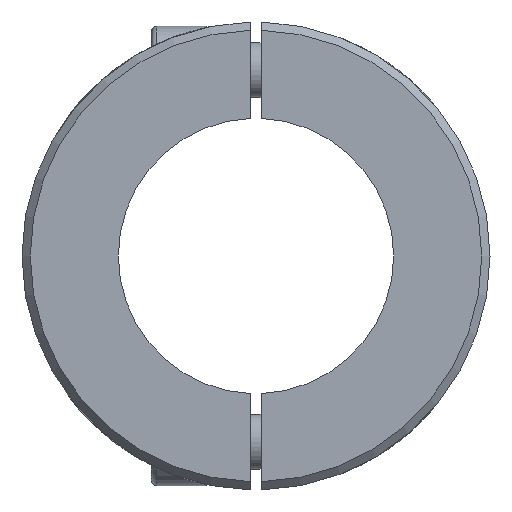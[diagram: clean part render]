
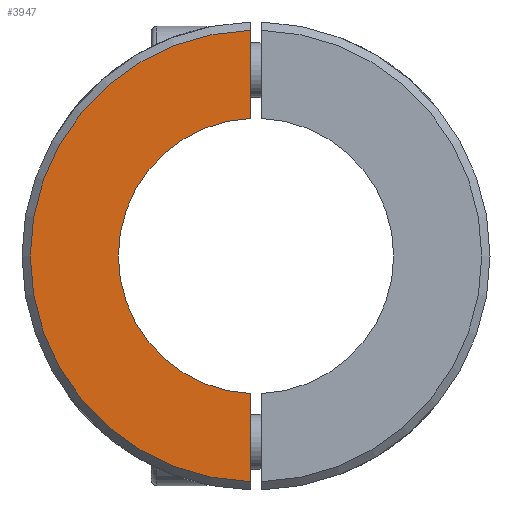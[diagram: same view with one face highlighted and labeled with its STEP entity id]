
A CAD part, left-side view. The second image highlights one B-rep face of the part: STEP entity #3947.
In plain terms, the highlighted planar face has unit normal (-1, 0, 0).
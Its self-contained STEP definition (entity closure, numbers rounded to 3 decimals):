
#183 = EDGE_CURVE ( 'NONE', #4603, #12296, #12594, .T. ) ;
#443 = CIRCLE ( 'NONE', #10565, 25. ) ;
#618 = AXIS2_PLACEMENT_3D ( 'NONE', #1720, #6022, #1919 ) ;
#629 = CARTESIAN_POINT ( 'NONE',  ( -62., 1., -42.5 ) ) ;
#697 = AXIS2_PLACEMENT_3D ( 'NONE', #8921, #11884, #3294 ) ;
#896 = CARTESIAN_POINT ( 'NONE',  ( -62., 1., 24.98 ) ) ;
#1303 = CARTESIAN_POINT ( 'NONE',  ( -62., 1., -40.988 ) ) ;
#1720 = CARTESIAN_POINT ( 'NONE',  ( -62., 25., 0. ) ) ;
#1774 = DIRECTION ( 'NONE',  ( -1., 0., 0. ) ) ;
#1919 = DIRECTION ( 'NONE',  ( 0., 0., -1. ) ) ;
#2046 = CARTESIAN_POINT ( 'NONE',  ( -62., 0., 0. ) ) ;
#3078 = EDGE_CURVE ( 'NONE', #4603, #3115, #443, .T. ) ;
#3115 = VERTEX_POINT ( 'NONE', #12720 ) ;
#3278 = VECTOR ( 'NONE', #10576, 1000. ) ;
#3294 = DIRECTION ( 'NONE',  ( 0., 0., -1. ) ) ;
#3947 = ADVANCED_FACE ( 'NONE', ( #4044 ), #4890, .F. ) ;
#4044 = FACE_OUTER_BOUND ( 'NONE', #8167, .T. ) ;
#4603 = VERTEX_POINT ( 'NONE', #896 ) ;
#4828 = ORIENTED_EDGE ( 'NONE', *, *, #12600, .T. ) ;
#4890 = PLANE ( 'NONE',  #618 ) ;
#6022 = DIRECTION ( 'NONE',  ( 1., 0., 0. ) ) ;
#6275 = ORIENTED_EDGE ( 'NONE', *, *, #7620, .T. ) ;
#6296 = CARTESIAN_POINT ( 'NONE',  ( -62., 1., -24. ) ) ;
#6445 = ORIENTED_EDGE ( 'NONE', *, *, #3078, .F. ) ;
#7620 = EDGE_CURVE ( 'NONE', #12296, #8043, #11013, .T. ) ;
#8043 = VERTEX_POINT ( 'NONE', #1303 ) ;
#8167 = EDGE_LOOP ( 'NONE', ( #9038, #6275, #4828, #6445 ) ) ;
#8378 = CARTESIAN_POINT ( 'NONE',  ( -62., 1., 40.988 ) ) ;
#8506 = VECTOR ( 'NONE', #9074, 1000. ) ;
#8921 = CARTESIAN_POINT ( 'NONE',  ( -62., 0., 0. ) ) ;
#9003 = LINE ( 'NONE', #629, #8506 ) ;
#9038 = ORIENTED_EDGE ( 'NONE', *, *, #183, .T. ) ;
#9074 = DIRECTION ( 'NONE',  ( 0., 0., 1. ) ) ;
#10565 = AXIS2_PLACEMENT_3D ( 'NONE', #2046, #1774, #12650 ) ;
#10576 = DIRECTION ( 'NONE',  ( 0., 0., 1. ) ) ;
#11013 = CIRCLE ( 'NONE', #697, 41. ) ;
#11884 = DIRECTION ( 'NONE',  ( -1., 0., 0. ) ) ;
#12296 = VERTEX_POINT ( 'NONE', #8378 ) ;
#12594 = LINE ( 'NONE', #6296, #3278 ) ;
#12600 = EDGE_CURVE ( 'NONE', #8043, #3115, #9003, .T. ) ;
#12650 = DIRECTION ( 'NONE',  ( 0., 0., 1. ) ) ;
#12720 = CARTESIAN_POINT ( 'NONE',  ( -62., 1., -24.98 ) ) ;
